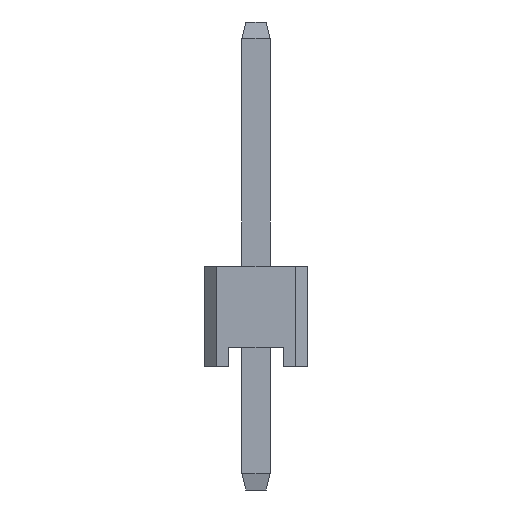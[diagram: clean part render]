
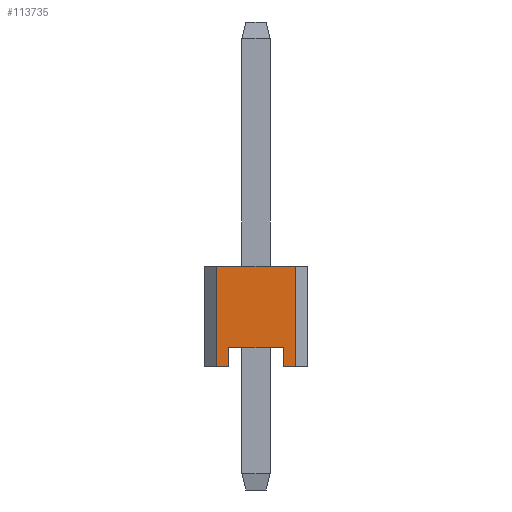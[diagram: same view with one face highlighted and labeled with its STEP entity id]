
A CAD part, left-side view. The second image highlights one B-rep face of the part: STEP entity #113735.
In plain terms, the highlighted planar face has unit normal (-1, 0, 0).
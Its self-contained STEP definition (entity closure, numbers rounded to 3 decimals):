
#561 = DIRECTION ( 'NONE',  ( 0., -1., 0. ) ) ;
#3274 = EDGE_CURVE ( 'NONE', #110973, #3397, #108198, .T. ) ;
#3397 = VERTEX_POINT ( 'NONE', #72527 ) ;
#4096 = CARTESIAN_POINT ( 'NONE',  ( -100.33, 0.97, 2.5 ) ) ;
#6730 = DIRECTION ( 'NONE',  ( 0., -1., 0. ) ) ;
#10993 = LINE ( 'NONE', #82157, #142581 ) ;
#20086 = VERTEX_POINT ( 'NONE', #138889 ) ;
#21001 = ORIENTED_EDGE ( 'NONE', *, *, #42551, .T. ) ;
#22694 = CARTESIAN_POINT ( 'NONE',  ( -100.33, -0.97, 0.03 ) ) ;
#23630 = DIRECTION ( 'NONE',  ( 0., -1., 0. ) ) ;
#27295 = CARTESIAN_POINT ( 'NONE',  ( -100.33, -0.97, 2.5 ) ) ;
#27331 = VERTEX_POINT ( 'NONE', #47893 ) ;
#28084 = VECTOR ( 'NONE', #149362, 1000. ) ;
#32314 = CARTESIAN_POINT ( 'NONE',  ( -100.33, 0.97, 0.5 ) ) ;
#33137 = CARTESIAN_POINT ( 'NONE',  ( -100.33, 0.67, 0.5 ) ) ;
#36492 = VERTEX_POINT ( 'NONE', #33137 ) ;
#39251 = ORIENTED_EDGE ( 'NONE', *, *, #110861, .T. ) ;
#42551 = EDGE_CURVE ( 'NONE', #27331, #20086, #80597, .T. ) ;
#44243 = FACE_OUTER_BOUND ( 'NONE', #90566, .T. ) ;
#45352 = EDGE_CURVE ( 'NONE', #84421, #110973, #165617, .T. ) ;
#47893 = CARTESIAN_POINT ( 'NONE',  ( -100.33, -0.67, 0.5 ) ) ;
#48114 = VECTOR ( 'NONE', #6730, 1000. ) ;
#48955 = ORIENTED_EDGE ( 'NONE', *, *, #58759, .T. ) ;
#58759 = EDGE_CURVE ( 'NONE', #36492, #27331, #106206, .T. ) ;
#61579 = LINE ( 'NONE', #94172, #48114 ) ;
#64725 = EDGE_CURVE ( 'NONE', #84421, #82548, #61579, .T. ) ;
#65873 = DIRECTION ( 'NONE',  ( 0., 0., -1. ) ) ;
#66557 = LINE ( 'NONE', #136873, #188185 ) ;
#67156 = CARTESIAN_POINT ( 'NONE',  ( -100.33, -0.67, 0.53 ) ) ;
#68438 = CARTESIAN_POINT ( 'NONE',  ( -100.33, 0.97, 0.03 ) ) ;
#70286 = VECTOR ( 'NONE', #170050, 1000. ) ;
#72058 = DIRECTION ( 'NONE',  ( 1., 0., 0. ) ) ;
#72527 = CARTESIAN_POINT ( 'NONE',  ( -100.33, 0.67, 0.03 ) ) ;
#74725 = VERTEX_POINT ( 'NONE', #22694 ) ;
#77966 = ORIENTED_EDGE ( 'NONE', *, *, #64725, .F. ) ;
#80597 = LINE ( 'NONE', #67156, #70286 ) ;
#82157 = CARTESIAN_POINT ( 'NONE',  ( -100.33, 0.67, 0.53 ) ) ;
#82548 = VERTEX_POINT ( 'NONE', #84213 ) ;
#84213 = CARTESIAN_POINT ( 'NONE',  ( -100.33, -0.97, 2.5 ) ) ;
#84421 = VERTEX_POINT ( 'NONE', #91645 ) ;
#84497 = VECTOR ( 'NONE', #561, 1000. ) ;
#90566 = EDGE_LOOP ( 'NONE', ( #48955, #21001, #39251, #115910, #77966, #157478, #99360, #163567 ) ) ;
#91645 = CARTESIAN_POINT ( 'NONE',  ( -100.33, 0.97, 2.5 ) ) ;
#94172 = CARTESIAN_POINT ( 'NONE',  ( -100.33, 0.97, 2.5 ) ) ;
#99360 = ORIENTED_EDGE ( 'NONE', *, *, #3274, .T. ) ;
#102773 = PLANE ( 'NONE',  #141223 ) ;
#106206 = LINE ( 'NONE', #32314, #84497 ) ;
#108179 = VECTOR ( 'NONE', #161832, 1000. ) ;
#108198 = LINE ( 'NONE', #170645, #172575 ) ;
#110861 = EDGE_CURVE ( 'NONE', #20086, #74725, #66557, .T. ) ;
#110973 = VERTEX_POINT ( 'NONE', #68438 ) ;
#113735 = ADVANCED_FACE ( 'NONE', ( #44243 ), #102773, .F. ) ;
#115910 = ORIENTED_EDGE ( 'NONE', *, *, #177491, .F. ) ;
#125261 = DIRECTION ( 'NONE',  ( 0., -1., 0. ) ) ;
#127900 = DIRECTION ( 'NONE',  ( 0., 1., 0. ) ) ;
#136873 = CARTESIAN_POINT ( 'NONE',  ( -100.33, -0.67, 0.03 ) ) ;
#138889 = CARTESIAN_POINT ( 'NONE',  ( -100.33, -0.67, 0.03 ) ) ;
#141223 = AXIS2_PLACEMENT_3D ( 'NONE', #159562, #72058, #127900 ) ;
#142581 = VECTOR ( 'NONE', #65873, 1000. ) ;
#149362 = DIRECTION ( 'NONE',  ( 0., 0., -1. ) ) ;
#157478 = ORIENTED_EDGE ( 'NONE', *, *, #45352, .T. ) ;
#159562 = CARTESIAN_POINT ( 'NONE',  ( -100.33, 0.97, 2.5 ) ) ;
#161832 = DIRECTION ( 'NONE',  ( 0., 0., -1. ) ) ;
#163567 = ORIENTED_EDGE ( 'NONE', *, *, #178626, .F. ) ;
#165617 = LINE ( 'NONE', #4096, #28084 ) ;
#170050 = DIRECTION ( 'NONE',  ( 0., 0., -1. ) ) ;
#170645 = CARTESIAN_POINT ( 'NONE',  ( -100.33, 0.97, 0.03 ) ) ;
#172575 = VECTOR ( 'NONE', #23630, 1000. ) ;
#176203 = LINE ( 'NONE', #27295, #108179 ) ;
#177491 = EDGE_CURVE ( 'NONE', #82548, #74725, #176203, .T. ) ;
#178626 = EDGE_CURVE ( 'NONE', #36492, #3397, #10993, .T. ) ;
#188185 = VECTOR ( 'NONE', #125261, 1000. ) ;
